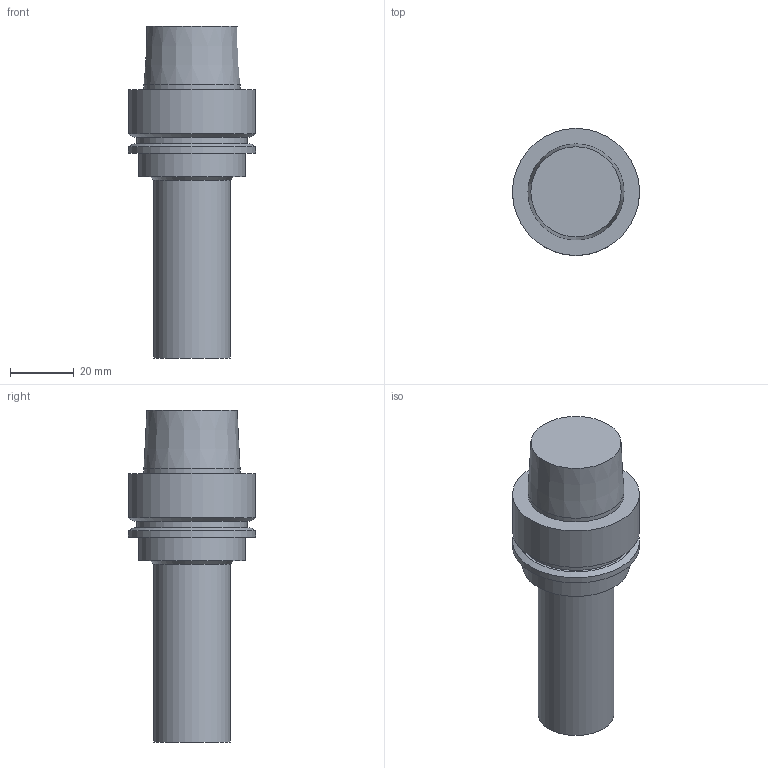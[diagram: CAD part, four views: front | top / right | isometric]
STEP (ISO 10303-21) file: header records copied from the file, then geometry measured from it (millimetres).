
FILE_DESCRIPTION((''),'1');
FILE_NAME('HSK-A40-CK2-85.stp','2013-11-22T07:22:59',(''),(''),'Spatial Interop R18','Kubotek KeyCreator V8.5.1 (14335)',' ');
FILE_SCHEMA(('CONFIG_CONTROL_DESIGN'));
Length unit declared in the file: millimetre
Products named in the file (1): 1
Bounding box: 40 x 40 x 104.5 mm (x, y, z)
Volume: 70356.8 mm3; surface area: 12222.9 mm2
Topology: 1 solids, 1 shells, 17 faces, 26 edges, 16 vertices
Faces by surface type: plane 7, cylinder 6, cone 4
Full cylindrical faces by diameter (mm): 24 x1, 30.25 x1, 33.6 x1, 34.8 x1, 40 x2
Entity records: 378 total; most frequent: DIRECTION 68, CARTESIAN_POINT 50, AXIS2_PLACEMENT_3D 34, EDGE_LOOP 32, ORIENTED_EDGE 32, FACE_BOUND 25, ADVANCED_FACE 17, EDGE_CURVE 16
